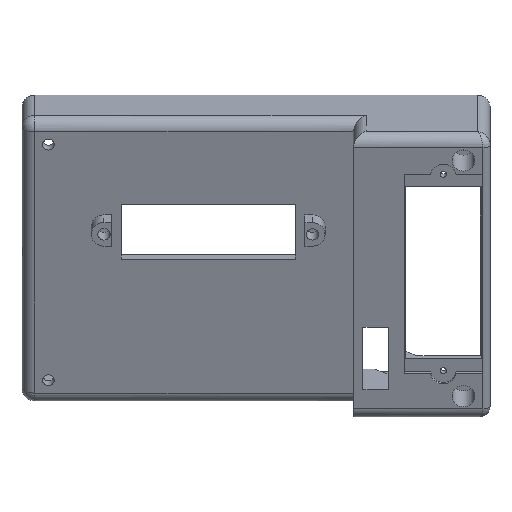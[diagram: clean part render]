
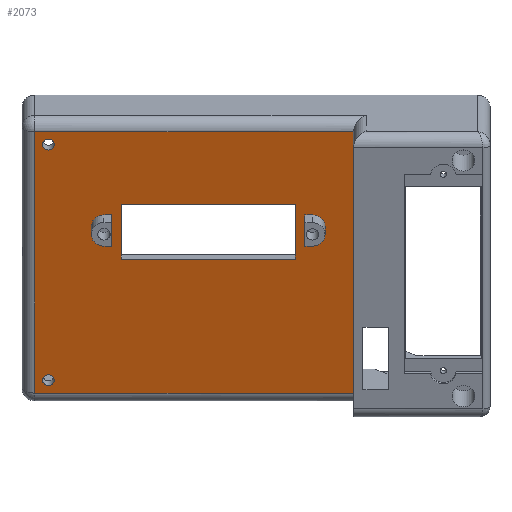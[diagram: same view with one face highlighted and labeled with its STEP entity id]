
A CAD part, front view. The second image highlights one B-rep face of the part: STEP entity #2073.
In plain terms, the highlighted planar face has unit normal (0, -0.927, -0.375).
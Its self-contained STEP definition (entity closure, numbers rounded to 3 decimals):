
#30=FACE_BOUND('',#278,.T.);
#31=FACE_BOUND('',#279,.T.);
#32=FACE_BOUND('',#280,.T.);
#33=FACE_BOUND('',#281,.T.);
#34=FACE_BOUND('',#282,.T.);
#80=PLANE('',#2216);
#158=FACE_OUTER_BOUND('',#277,.T.);
#277=EDGE_LOOP('',(#1554,#1555,#1556,#1557));
#278=EDGE_LOOP('',(#1558,#1559,#1560,#1561,#1562,#1563));
#279=EDGE_LOOP('',(#1564,#1565,#1566,#1567));
#280=EDGE_LOOP('',(#1568));
#281=EDGE_LOOP('',(#1569));
#282=EDGE_LOOP('',(#1570,#1571,#1572,#1573));
#425=LINE('',#3088,#629);
#428=LINE('',#3094,#632);
#429=LINE('',#3096,#633);
#432=LINE('',#3102,#636);
#435=LINE('',#3107,#639);
#436=LINE('',#3108,#640);
#456=LINE('',#3240,#660);
#464=LINE('',#3267,#668);
#468=LINE('',#3283,#672);
#475=LINE('',#3322,#679);
#477=LINE('',#3327,#681);
#478=LINE('',#3329,#682);
#479=LINE('',#3331,#683);
#480=LINE('',#3339,#684);
#481=LINE('',#3341,#685);
#482=LINE('',#3343,#686);
#629=VECTOR('',#2438,10.);
#632=VECTOR('',#2443,10.);
#633=VECTOR('',#2444,10.);
#636=VECTOR('',#2449,10.);
#639=VECTOR('',#2454,10.);
#640=VECTOR('',#2455,10.);
#660=VECTOR('',#2523,10.);
#668=VECTOR('',#2553,10.);
#672=VECTOR('',#2561,10.);
#679=VECTOR('',#2572,10.);
#681=VECTOR('',#2576,10.);
#682=VECTOR('',#2577,10.);
#683=VECTOR('',#2578,10.);
#684=VECTOR('',#2585,10.);
#685=VECTOR('',#2586,10.);
#686=VECTOR('',#2587,10.);
#816=CIRCLE('',#2217,3.);
#817=CIRCLE('',#2218,1.375);
#818=CIRCLE('',#2219,1.375);
#819=CIRCLE('',#2220,3.);
#918=VERTEX_POINT('',#3085);
#919=VERTEX_POINT('',#3087);
#921=VERTEX_POINT('',#3093);
#922=VERTEX_POINT('',#3095);
#924=VERTEX_POINT('',#3101);
#925=VERTEX_POINT('',#3106);
#951=VERTEX_POINT('',#3233);
#953=VERTEX_POINT('',#3238);
#955=VERTEX_POINT('',#3245);
#960=VERTEX_POINT('',#3260);
#970=VERTEX_POINT('',#3325);
#971=VERTEX_POINT('',#3326);
#972=VERTEX_POINT('',#3328);
#973=VERTEX_POINT('',#3330);
#974=VERTEX_POINT('',#3333);
#975=VERTEX_POINT('',#3335);
#976=VERTEX_POINT('',#3337);
#977=VERTEX_POINT('',#3338);
#978=VERTEX_POINT('',#3340);
#979=VERTEX_POINT('',#3342);
#1121=EDGE_CURVE('',#919,#918,#425,.T.);
#1124=EDGE_CURVE('',#919,#921,#428,.T.);
#1125=EDGE_CURVE('',#922,#921,#429,.T.);
#1128=EDGE_CURVE('',#924,#922,#432,.T.);
#1131=EDGE_CURVE('',#925,#924,#435,.T.);
#1132=EDGE_CURVE('',#925,#918,#436,.T.);
#1168=EDGE_CURVE('',#953,#951,#456,.T.);
#1182=EDGE_CURVE('',#955,#960,#464,.T.);
#1187=EDGE_CURVE('',#951,#955,#468,.T.);
#1197=EDGE_CURVE('',#953,#960,#475,.T.);
#1199=EDGE_CURVE('',#970,#971,#477,.T.);
#1200=EDGE_CURVE('',#971,#972,#478,.T.);
#1201=EDGE_CURVE('',#972,#973,#479,.T.);
#1202=EDGE_CURVE('',#973,#970,#816,.T.);
#1203=EDGE_CURVE('',#974,#974,#817,.T.);
#1204=EDGE_CURVE('',#975,#975,#818,.T.);
#1205=EDGE_CURVE('',#976,#977,#480,.T.);
#1206=EDGE_CURVE('',#977,#978,#481,.T.);
#1207=EDGE_CURVE('',#978,#979,#482,.T.);
#1208=EDGE_CURVE('',#979,#976,#819,.T.);
#1554=ORIENTED_EDGE('',*,*,#1182,.F.);
#1555=ORIENTED_EDGE('',*,*,#1187,.F.);
#1556=ORIENTED_EDGE('',*,*,#1168,.F.);
#1557=ORIENTED_EDGE('',*,*,#1197,.T.);
#1558=ORIENTED_EDGE('',*,*,#1125,.T.);
#1559=ORIENTED_EDGE('',*,*,#1124,.F.);
#1560=ORIENTED_EDGE('',*,*,#1121,.T.);
#1561=ORIENTED_EDGE('',*,*,#1132,.F.);
#1562=ORIENTED_EDGE('',*,*,#1131,.T.);
#1563=ORIENTED_EDGE('',*,*,#1128,.T.);
#1564=ORIENTED_EDGE('',*,*,#1199,.T.);
#1565=ORIENTED_EDGE('',*,*,#1200,.T.);
#1566=ORIENTED_EDGE('',*,*,#1201,.T.);
#1567=ORIENTED_EDGE('',*,*,#1202,.T.);
#1568=ORIENTED_EDGE('',*,*,#1203,.T.);
#1569=ORIENTED_EDGE('',*,*,#1204,.T.);
#1570=ORIENTED_EDGE('',*,*,#1205,.T.);
#1571=ORIENTED_EDGE('',*,*,#1206,.T.);
#1572=ORIENTED_EDGE('',*,*,#1207,.T.);
#1573=ORIENTED_EDGE('',*,*,#1208,.T.);
#2073=ADVANCED_FACE('',(#158,#30,#31,#32,#33,#34),#80,.T.);
#2216=AXIS2_PLACEMENT_3D('',#3324,#2574,#2575);
#2217=AXIS2_PLACEMENT_3D('',#3332,#2579,#2580);
#2218=AXIS2_PLACEMENT_3D('',#3334,#2581,#2582);
#2219=AXIS2_PLACEMENT_3D('',#3336,#2583,#2584);
#2220=AXIS2_PLACEMENT_3D('',#3344,#2588,#2589);
#2438=DIRECTION('',(-1.,0.,0.));
#2443=DIRECTION('',(0.,-0.375,0.927));
#2444=DIRECTION('',(0.,0.375,-0.927));
#2449=DIRECTION('',(1.,0.,0.));
#2454=DIRECTION('',(0.,-0.375,0.927));
#2455=DIRECTION('',(0.,0.375,-0.927));
#2523=DIRECTION('',(-1.,0.,0.));
#2553=DIRECTION('',(1.,0.,0.));
#2561=DIRECTION('',(0.,-0.375,0.927));
#2572=DIRECTION('',(0.,-0.375,0.927));
#2574=DIRECTION('center_axis',(0.,-0.927,
-0.375));
#2575=DIRECTION('ref_axis',(0.,0.375,-0.927));
#2576=DIRECTION('',(-1.,0.,0.));
#2577=DIRECTION('',(0.,-0.375,0.927));
#2578=DIRECTION('',(1.,0.,0.));
#2579=DIRECTION('center_axis',(0.,0.927,0.375));
#2580=DIRECTION('ref_axis',(1.,0.,0.));
#2581=DIRECTION('center_axis',(0.,0.927,0.375));
#2582=DIRECTION('ref_axis',(1.,0.,0.));
#2583=DIRECTION('center_axis',(0.,0.927,0.375));
#2584=DIRECTION('ref_axis',(1.,0.,0.));
#2585=DIRECTION('',(1.,0.,0.));
#2586=DIRECTION('',(0.,0.375,-0.927));
#2587=DIRECTION('',(-1.,0.,0.));
#2588=DIRECTION('center_axis',(0.,0.927,0.375));
#2589=DIRECTION('ref_axis',(1.,0.,0.));
#3085=CARTESIAN_POINT('',(17.847,52.532,53.207));
#3087=CARTESIAN_POINT('',(59.,52.532,53.207));
#3088=CARTESIAN_POINT('',(54.349,52.532,53.207));
#3093=CARTESIAN_POINT('',(59.,51.973,54.588));
#3094=CARTESIAN_POINT('',(59.,47.282,66.2));
#3095=CARTESIAN_POINT('',(59.,47.282,66.2));
#3096=CARTESIAN_POINT('',(59.,52.396,53.543));
#3101=CARTESIAN_POINT('',(17.847,47.282,66.2));
#3102=CARTESIAN_POINT('',(54.349,47.282,66.2));
#3106=CARTESIAN_POINT('',(17.847,51.973,54.588));
#3107=CARTESIAN_POINT('',(17.847,50.05,59.349));
#3108=CARTESIAN_POINT('',(17.847,52.532,53.207));
#3233=CARTESIAN_POINT('',(-2.552,65.274,21.669));
#3238=CARTESIAN_POINT('',(72.698,65.274,21.669));
#3240=CARTESIAN_POINT('',(22.073,65.274,21.669));
#3245=CARTESIAN_POINT('',(-2.552,40.362,83.327));
#3260=CARTESIAN_POINT('',(72.698,40.362,83.327));
#3267=CARTESIAN_POINT('',(77.323,40.362,83.327));
#3283=CARTESIAN_POINT('',(-2.552,46.028,69.303));
#3322=CARTESIAN_POINT('',(72.698,46.028,69.303));
#3324=CARTESIAN_POINT('Origin',(49.698,52.818,52.498));
#3325=CARTESIAN_POINT('',(63.,50.534,58.151));
#3326=CARTESIAN_POINT('',(61.25,50.534,58.151));
#3327=CARTESIAN_POINT('',(55.474,50.534,58.151));
#3328=CARTESIAN_POINT('',(61.25,48.287,63.714));
#3329=CARTESIAN_POINT('',(61.25,50.552,58.106));
#3330=CARTESIAN_POINT('',(63.,48.287,63.714));
#3331=CARTESIAN_POINT('',(56.349,48.287,63.714));
#3332=CARTESIAN_POINT('Origin',(63.,49.41,60.932));
#3333=CARTESIAN_POINT('',(-0.677,41.58,80.313));
#3334=CARTESIAN_POINT('Origin',(0.698,41.58,80.313));
#3335=CARTESIAN_POINT('',(-0.677,64.056,24.682));
#3336=CARTESIAN_POINT('Origin',(0.698,64.056,24.682));
#3337=CARTESIAN_POINT('',(13.8,48.281,63.727));
#3338=CARTESIAN_POINT('',(15.55,48.281,63.727));
#3339=CARTESIAN_POINT('',(32.624,48.281,63.727));
#3340=CARTESIAN_POINT('',(15.55,50.529,58.164));
#3341=CARTESIAN_POINT('',(15.55,51.673,55.331));
#3342=CARTESIAN_POINT('',(13.8,50.529,58.164));
#3343=CARTESIAN_POINT('',(31.749,50.529,58.164));
#3344=CARTESIAN_POINT('Origin',(13.8,49.405,60.945));
